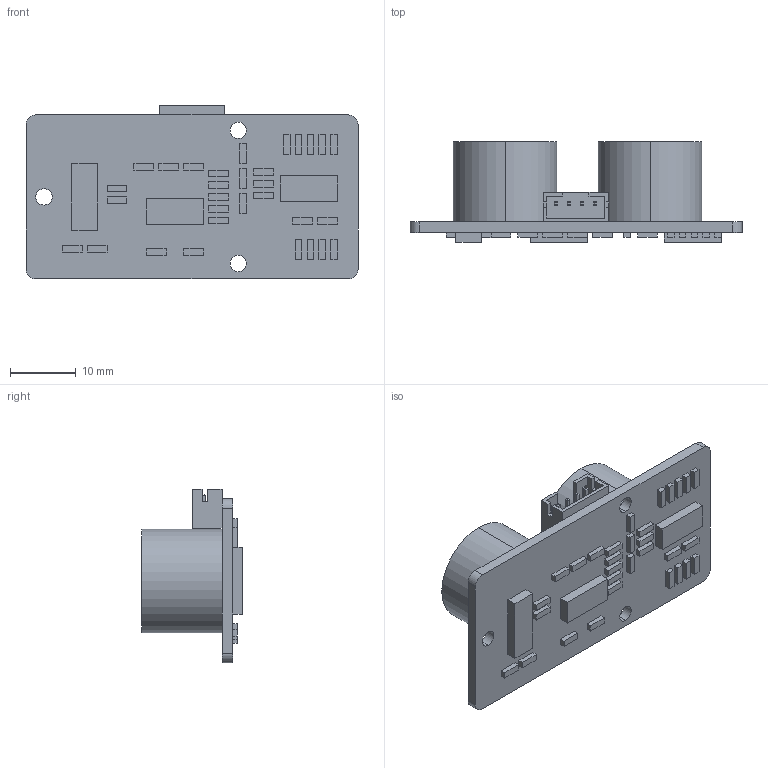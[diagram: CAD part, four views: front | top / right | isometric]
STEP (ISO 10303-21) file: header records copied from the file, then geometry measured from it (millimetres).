
FILE_DESCRIPTION (( 'STEP AP214' ), '1' );
FILE_NAME ('41506_TX-GROVE ULTRASONIC RANGER.STEP', '2018-07-30T18:56:09', ( '' ), ( '' ), 'SwSTEP 2.0', 'SolidWorks 2016', '' );
FILE_SCHEMA (( 'AUTOMOTIVE_DESIGN' ));
Length unit declared in the file: millimetre
Products named in the file (1): 41506_TX-GROVE ULTRASONIC RANGER
Bounding box: 50.6 x 15.35 x 26.5 mm (x, y, z)
Volume: 7066.7 mm3; surface area: 4693.5 mm2
Topology: 2 solids, 2 shells, 296 faces, 712 edges, 464 vertices
Faces by surface type: plane 278, cylinder 18
Entity records: 11735 total; most frequent: CARTESIAN_POINT 1473, ORIENTED_EDGE 1424, DIRECTION 1342, EDGE_CURVE 712, VECTOR 676, LINE 676, VERTEX_POINT 464, EDGE_LOOP 350
